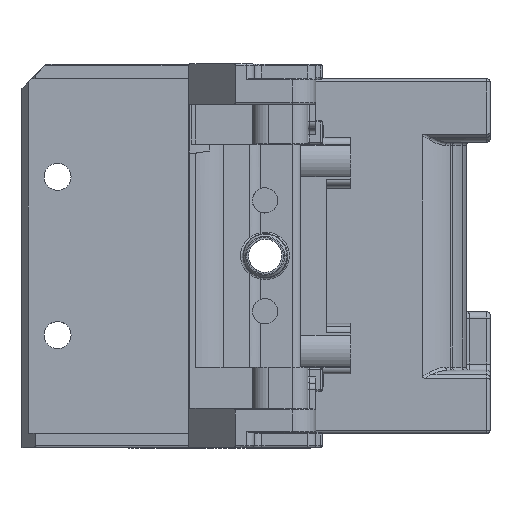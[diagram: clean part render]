
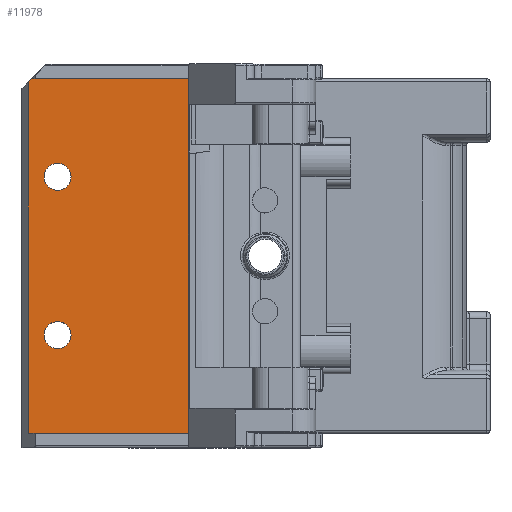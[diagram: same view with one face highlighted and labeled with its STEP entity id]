
A CAD part, top view. The second image highlights one B-rep face of the part: STEP entity #11978.
In plain terms, the highlighted face is planar.
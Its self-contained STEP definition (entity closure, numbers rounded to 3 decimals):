
#487=FACE_BOUND('',#2344,.T.);
#488=FACE_BOUND('',#2345,.T.);
#489=FACE_BOUND('',#2346,.T.);
#490=FACE_BOUND('',#2347,.T.);
#699=CIRCLE('',#12753,1.7);
#700=CIRCLE('',#12755,1.7);
#800=CIRCLE('',#12908,1.7);
#802=CIRCLE('',#12911,1.7);
#1564=FACE_OUTER_BOUND('',#2343,.T.);
#2343=EDGE_LOOP('',(#8576,#8577,#8578,#8579,#8580));
#2344=EDGE_LOOP('',(#8581));
#2345=EDGE_LOOP('',(#8582));
#2346=EDGE_LOOP('',(#8583));
#2347=EDGE_LOOP('',(#8584));
#3125=LINE('',#18192,#4044);
#3361=LINE('',#20060,#4280);
#3366=LINE('',#20071,#4285);
#3372=LINE('',#20081,#4291);
#3373=LINE('',#20082,#4292);
#4044=VECTOR('',#14204,10.);
#4280=VECTOR('',#15058,1000.);
#4285=VECTOR('',#15065,1000.);
#4291=VECTOR('',#15073,1000.);
#4292=VECTOR('',#15074,1000.);
#4963=VERTEX_POINT('',#18189);
#4964=VERTEX_POINT('',#18191);
#5103=VERTEX_POINT('',#18576);
#5104=VERTEX_POINT('',#18580);
#5274=VERTEX_POINT('',#19804);
#5276=VERTEX_POINT('',#19810);
#5373=VERTEX_POINT('',#20059);
#5377=VERTEX_POINT('',#20069);
#5378=VERTEX_POINT('',#20070);
#6076=EDGE_CURVE('',#4964,#4963,#3125,.T.);
#6240=EDGE_CURVE('',#5103,#5103,#699,.T.);
#6242=EDGE_CURVE('',#5104,#5104,#700,.T.);
#6452=EDGE_CURVE('',#5274,#5274,#800,.T.);
#6455=EDGE_CURVE('',#5276,#5276,#802,.T.);
#6569=EDGE_CURVE('',#4964,#5373,#3361,.T.);
#6574=EDGE_CURVE('',#5377,#5378,#3366,.T.);
#6580=EDGE_CURVE('',#4963,#5377,#3372,.T.);
#6581=EDGE_CURVE('',#5378,#5373,#3373,.T.);
#8576=ORIENTED_EDGE('',*,*,#6076,.T.);
#8577=ORIENTED_EDGE('',*,*,#6580,.T.);
#8578=ORIENTED_EDGE('',*,*,#6574,.T.);
#8579=ORIENTED_EDGE('',*,*,#6581,.T.);
#8580=ORIENTED_EDGE('',*,*,#6569,.F.);
#8581=ORIENTED_EDGE('',*,*,#6242,.T.);
#8582=ORIENTED_EDGE('',*,*,#6240,.T.);
#8583=ORIENTED_EDGE('',*,*,#6455,.F.);
#8584=ORIENTED_EDGE('',*,*,#6452,.F.);
#11676=PLANE('',#12975);
#11978=ADVANCED_FACE('',(#1564,#487,#488,#489,#490),#11676,.T.);
#12753=AXIS2_PLACEMENT_3D('',#18577,#14472,#14473);
#12755=AXIS2_PLACEMENT_3D('',#18581,#14477,#14478);
#12908=AXIS2_PLACEMENT_3D('',#19805,#14858,#14859);
#12911=AXIS2_PLACEMENT_3D('',#19811,#14865,#14866);
#12975=AXIS2_PLACEMENT_3D('',#20080,#15071,#15072);
#14204=DIRECTION('',(-0.707,0.,-0.707));
#14472=DIRECTION('center_axis',(0.,1.,0.));
#14473=DIRECTION('ref_axis',(0.,0.,1.));
#14477=DIRECTION('center_axis',(0.,1.,0.));
#14478=DIRECTION('ref_axis',(0.,0.,1.));
#14858=DIRECTION('center_axis',(0.,-1.,0.));
#14859=DIRECTION('ref_axis',(-1.,0.,0.));
#14865=DIRECTION('center_axis',(0.,-1.,0.));
#14866=DIRECTION('ref_axis',(-1.,0.,0.));
#15058=DIRECTION('',(1.,0.,0.));
#15065=DIRECTION('',(1.,0.,0.));
#15071=DIRECTION('center_axis',(0.,-1.,0.));
#15072=DIRECTION('ref_axis',(-1.,0.,0.));
#15073=DIRECTION('',(0.,0.,-1.));
#15074=DIRECTION('',(0.,0.,1.));
#18189=CARTESIAN_POINT('',(-14.281,81.1,141.991));
#18191=CARTESIAN_POINT('',(-13.873,81.1,142.4));
#18192=CARTESIAN_POINT('',(0.42,81.1,156.693));
#18576=CARTESIAN_POINT('',(9.4,81.1,108.3));
#18577=CARTESIAN_POINT('Origin',(9.4,81.1,110.));
#18580=CARTESIAN_POINT('',(9.4,81.1,128.3));
#18581=CARTESIAN_POINT('Origin',(9.4,81.1,130.));
#19804=CARTESIAN_POINT('',(-10.6,81.1,108.3));
#19805=CARTESIAN_POINT('Origin',(-10.6,81.1,110.));
#19810=CARTESIAN_POINT('',(-10.6,81.1,128.3));
#19811=CARTESIAN_POINT('Origin',(-10.6,81.1,130.));
#20059=CARTESIAN_POINT('',(13.1,81.1,142.4));
#20060=CARTESIAN_POINT('',(28.197,81.1,142.4));
#20069=CARTESIAN_POINT('',(-14.281,81.1,97.6));
#20070=CARTESIAN_POINT('',(13.1,81.1,97.6));
#20071=CARTESIAN_POINT('',(44.202,81.1,97.6));
#20080=CARTESIAN_POINT('Origin',(44.202,81.1,143.897));
#20081=CARTESIAN_POINT('',(-14.281,81.1,143.897));
#20082=CARTESIAN_POINT('',(13.1,81.1,120.));
